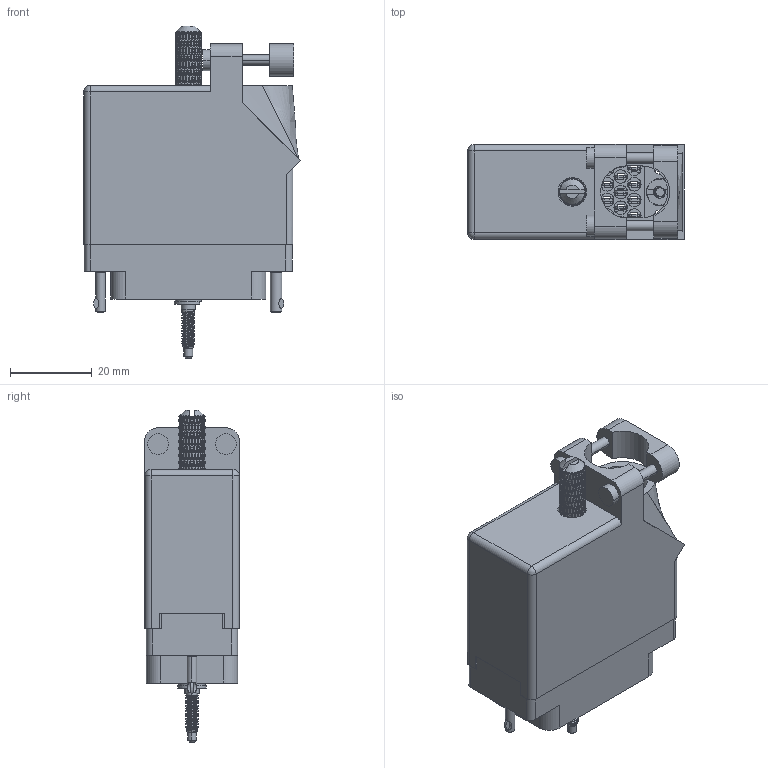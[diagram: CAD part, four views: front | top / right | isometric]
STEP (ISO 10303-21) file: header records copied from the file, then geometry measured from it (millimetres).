
FILE_DESCRIPTION (( 'STEP AP203' ), '1' );
FILE_NAME ('516-038-500-311.STEP', '2020-03-09T19:48:26', ( '' ), ( '' ), 'SwSTEP 2.0', 'SolidWorks 2016', '' );
FILE_SCHEMA (( 'CONFIG_CONTROL_DESIGN' ));
Length unit declared in the file: inch
Products named in the file (12): 516-252-021-102_038; 516-230-001_Plastic - 038 Top Entry; 516-251-035-100; 516-222-038-102_039; 516-253-035-100; Actuating Screw Assy 038-056; 516-222-038-102_038; 516-250-038-111; 516-038-500-311; 516-292-001_500 Contact; 516 Plug Insulator_038; 516-253-138-107
Assembly tree (50 placements, depth 3):
  516-038-500-311
    516 Plug Insulator_038
    516-292-001_500 Contact  x38
    516-230-001_Plastic - 038 Top Entry
    516-252-021-102_038  x2
    516-222-038-102_038
    Actuating Screw Assy 038-056
      516-251-035-100
      516-253-035-100  x2
      516-253-138-107
      516-250-038-111
    516-222-038-102_039
Bounding box: 52.85 x 23.11 x 81.03 mm (x, y, z)
Volume: 23182.6 mm3; surface area: 35151.1 mm2
Topology: 49 solids, 49 shells, 5429 faces, 14614 edges, 9310 vertices
Faces by surface type: plane 2432, cylinder 1664, bspline 1273, cone 54, torus 4, sphere 2
Entity records: 112060 total; most frequent: CARTESIAN_POINT 60186, ORIENTED_EDGE 12740, DIRECTION 7714, EDGE_CURVE 6370, VERTEX_POINT 3840, EDGE_LOOP 2716, AXIS2_PLACEMENT_3D 2638, FACE_OUTER_BOUND 2580
